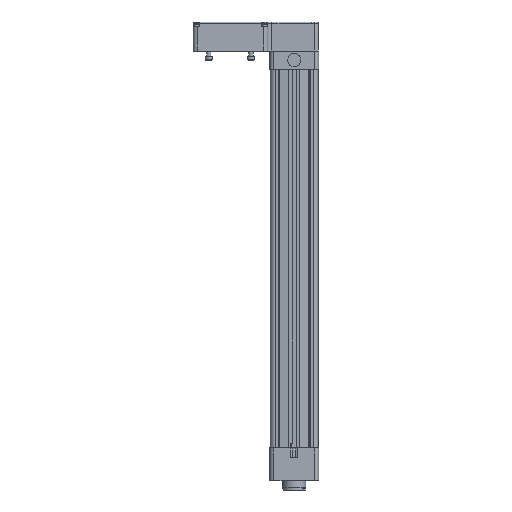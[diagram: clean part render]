
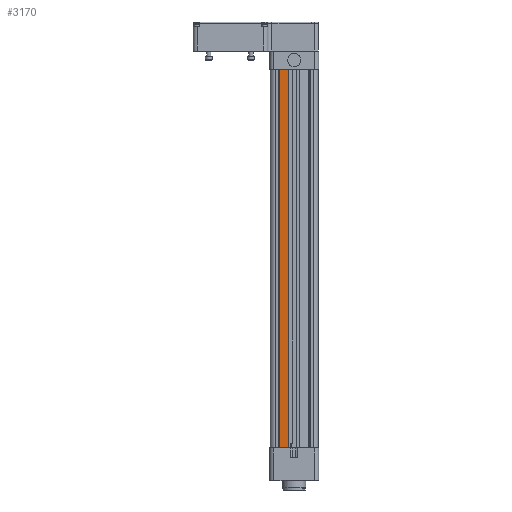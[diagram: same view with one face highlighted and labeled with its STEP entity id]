
A CAD part, left-side view. The second image highlights one B-rep face of the part: STEP entity #3170.
In plain terms, the highlighted planar face has unit normal (-0.995, 0.104, 0).
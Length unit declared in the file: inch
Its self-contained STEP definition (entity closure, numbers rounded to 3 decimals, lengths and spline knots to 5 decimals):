
#508 = PLANE ( 'NONE',  #2887 ) ;
#1576 = LINE ( 'NONE', #9985, #8306 ) ;
#2550 = DIRECTION ( 'NONE',  ( 0., 0., 1. ) ) ;
#2877 = EDGE_LOOP ( 'NONE', ( #17814, #9185, #11754, #4172 ) ) ;
#2887 = AXIS2_PLACEMENT_3D ( 'NONE', #20689, #5897, #12471 ) ;
#3170 = ADVANCED_FACE ( 'NONE', ( #18941 ), #508, .T. ) ;
#3870 = VECTOR ( 'NONE', #7377, 39.37008 ) ;
#4172 = ORIENTED_EDGE ( 'NONE', *, *, #17995, .T. ) ;
#5652 = LINE ( 'NONE', #12229, #3870 ) ;
#5897 = DIRECTION ( 'NONE',  ( -0.995, 0.105, 0. ) ) ;
#6367 = VERTEX_POINT ( 'NONE', #14376 ) ;
#6900 = EDGE_CURVE ( 'NONE', #18420, #18780, #17332, .T. ) ;
#7218 = CARTESIAN_POINT ( 'NONE',  ( -1.8125, 0.41242, -28.74 ) ) ;
#7377 = DIRECTION ( 'NONE',  ( -0.105, -0.995, 0. ) ) ;
#8083 = VECTOR ( 'NONE', #9488, 39.37008 ) ;
#8306 = VECTOR ( 'NONE', #8469, 39.37008 ) ;
#8469 = DIRECTION ( 'NONE',  ( -0.105, -0.995, 0. ) ) ;
#9185 = ORIENTED_EDGE ( 'NONE', *, *, #12021, .F. ) ;
#9262 = CARTESIAN_POINT ( 'NONE',  ( -1.74245, 1.07892, -28.74 ) ) ;
#9488 = DIRECTION ( 'NONE',  ( 0., 0., 1. ) ) ;
#9985 = CARTESIAN_POINT ( 'NONE',  ( -1.74245, 1.07892, 0. ) ) ;
#11754 = ORIENTED_EDGE ( 'NONE', *, *, #6900, .F. ) ;
#12021 = EDGE_CURVE ( 'NONE', #18780, #6367, #1576, .T. ) ;
#12229 = CARTESIAN_POINT ( 'NONE',  ( -1.74245, 1.07892, -28.74 ) ) ;
#12471 = DIRECTION ( 'NONE',  ( -0.105, -0.995, 0. ) ) ;
#12808 = CARTESIAN_POINT ( 'NONE',  ( -1.74245, 1.07892, -28.74 ) ) ;
#14090 = LINE ( 'NONE', #17550, #18668 ) ;
#14296 = CARTESIAN_POINT ( 'NONE',  ( -1.74245, 1.07892, 0. ) ) ;
#14376 = CARTESIAN_POINT ( 'NONE',  ( -1.8125, 0.41242, 0. ) ) ;
#17332 = LINE ( 'NONE', #9262, #8083 ) ;
#17550 = CARTESIAN_POINT ( 'NONE',  ( -1.8125, 0.41242, -28.74 ) ) ;
#17814 = ORIENTED_EDGE ( 'NONE', *, *, #20940, .T. ) ;
#17995 = EDGE_CURVE ( 'NONE', #18420, #18228, #5652, .T. ) ;
#18228 = VERTEX_POINT ( 'NONE', #7218 ) ;
#18420 = VERTEX_POINT ( 'NONE', #12808 ) ;
#18668 = VECTOR ( 'NONE', #2550, 39.37008 ) ;
#18780 = VERTEX_POINT ( 'NONE', #14296 ) ;
#18941 = FACE_OUTER_BOUND ( 'NONE', #2877, .T. ) ;
#20689 = CARTESIAN_POINT ( 'NONE',  ( -1.74245, 1.07892, -28.74 ) ) ;
#20940 = EDGE_CURVE ( 'NONE', #18228, #6367, #14090, .T. ) ;
